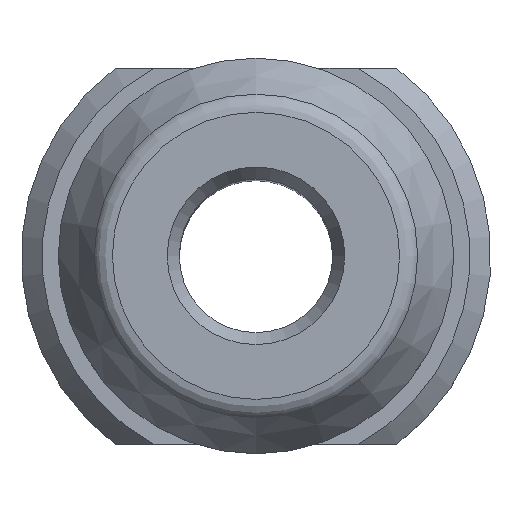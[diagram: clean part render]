
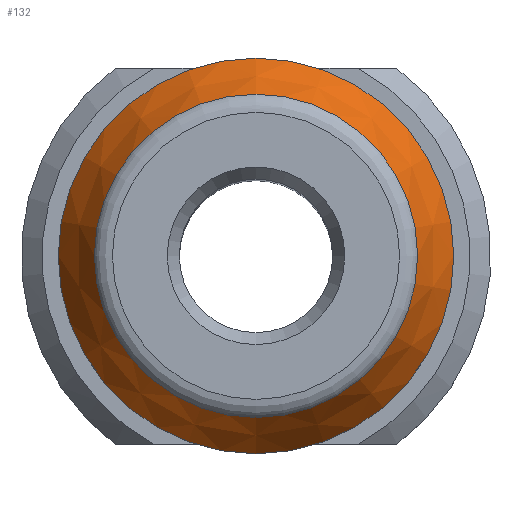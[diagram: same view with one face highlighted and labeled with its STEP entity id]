
A CAD part, top view. The second image highlights one B-rep face of the part: STEP entity #132.
In plain terms, the highlighted conical face has half-angle 30 degrees and reference radius 7.454 mm.
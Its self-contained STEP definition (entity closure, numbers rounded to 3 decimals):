
#41=FACE_BOUND('',#202,.T.);
#42=FACE_BOUND('',#203,.T.);
#89=CONICAL_SURFACE('',#628,7.454,30.);
#132=ADVANCED_FACE('',(#41,#42),#89,.T.);
#202=EDGE_LOOP('',(#338));
#203=EDGE_LOOP('',(#339));
#269=CIRCLE('',#626,7.743);
#270=CIRCLE('',#627,9.475);
#338=ORIENTED_EDGE('',*,*,#515,.T.);
#339=ORIENTED_EDGE('',*,*,#516,.F.);
#456=VERTEX_POINT('',#969);
#457=VERTEX_POINT('',#971);
#515=EDGE_CURVE('',#456,#456,#269,.T.);
#516=EDGE_CURVE('',#457,#457,#270,.T.);
#626=AXIS2_PLACEMENT_3D('',#968,#756,#757);
#627=AXIS2_PLACEMENT_3D('',#970,#758,#759);
#628=AXIS2_PLACEMENT_3D('',#972,#760,#761);
#756=DIRECTION('',(0.,0.,-1.));
#757=DIRECTION('',(0.,-1.,0.));
#758=DIRECTION('',(0.,0.,-1.));
#759=DIRECTION('',(0.,1.,0.));
#760=DIRECTION('',(0.,0.,-1.));
#761=DIRECTION('',(0.,1.,0.));
#968=CARTESIAN_POINT('',(0.,0.,15.9));
#969=CARTESIAN_POINT('',(0.,-7.743,15.9));
#970=CARTESIAN_POINT('',(0.,0.,12.9));
#971=CARTESIAN_POINT('',(0.,9.475,12.9));
#972=CARTESIAN_POINT('',(0.,0.,16.4));
